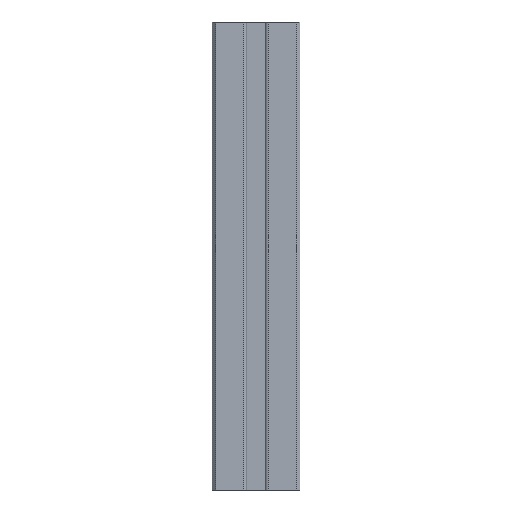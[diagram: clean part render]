
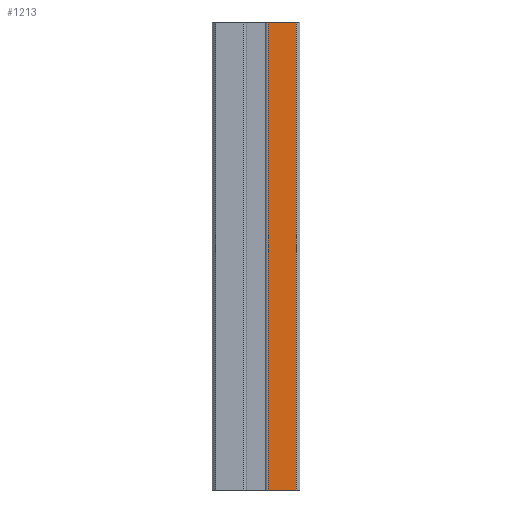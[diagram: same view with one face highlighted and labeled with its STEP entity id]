
A CAD part, left-side view. The second image highlights one B-rep face of the part: STEP entity #1213.
In plain terms, the highlighted planar face has unit normal (-1, 0, 0).
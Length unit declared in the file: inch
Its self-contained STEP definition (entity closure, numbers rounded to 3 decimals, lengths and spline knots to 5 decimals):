
#139 = CARTESIAN_POINT ( 'NONE',  ( -0.75, -0.211, 4. ) ) ;
#202 = DIRECTION ( 'NONE',  ( 0., -1., 0. ) ) ;
#245 = LINE ( 'NONE', #2832, #430 ) ;
#330 = AXIS2_PLACEMENT_3D ( 'NONE', #1414, #2472, #857 ) ;
#348 = FACE_OUTER_BOUND ( 'NONE', #862, .T. ) ;
#430 = VECTOR ( 'NONE', #738, 39.37008 ) ;
#524 = VERTEX_POINT ( 'NONE', #1997 ) ;
#678 = DIRECTION ( 'NONE',  ( 0., 0., -1. ) ) ;
#738 = DIRECTION ( 'NONE',  ( 0., -1., 0. ) ) ;
#857 = DIRECTION ( 'NONE',  ( 0., 0., -1. ) ) ;
#862 = EDGE_LOOP ( 'NONE', ( #2232, #3299, #2574, #2910 ) ) ;
#925 = DIRECTION ( 'NONE',  ( 0., 0., -1. ) ) ;
#987 = LINE ( 'NONE', #1518, #3034 ) ;
#1213 = ADVANCED_FACE ( 'NONE', ( #348 ), #1362, .F. ) ;
#1278 = VERTEX_POINT ( 'NONE', #139 ) ;
#1362 = PLANE ( 'NONE',  #330 ) ;
#1400 = EDGE_CURVE ( 'NONE', #524, #2465, #245, .T. ) ;
#1414 = CARTESIAN_POINT ( 'NONE',  ( -0.75, -0.69, 4. ) ) ;
#1515 = LINE ( 'NONE', #2065, #2447 ) ;
#1518 = CARTESIAN_POINT ( 'NONE',  ( -0.75, -0.69, 4. ) ) ;
#1637 = EDGE_CURVE ( 'NONE', #1278, #2363, #987, .T. ) ;
#1695 = LINE ( 'NONE', #2753, #3260 ) ;
#1997 = CARTESIAN_POINT ( 'NONE',  ( -0.75, -0.211, -4. ) ) ;
#2065 = CARTESIAN_POINT ( 'NONE',  ( -0.75, -0.211, 4. ) ) ;
#2232 = ORIENTED_EDGE ( 'NONE', *, *, #3196, .T. ) ;
#2363 = VERTEX_POINT ( 'NONE', #2442 ) ;
#2442 = CARTESIAN_POINT ( 'NONE',  ( -0.75, -0.69, 4. ) ) ;
#2447 = VECTOR ( 'NONE', #925, 39.37008 ) ;
#2465 = VERTEX_POINT ( 'NONE', #2524 ) ;
#2472 = DIRECTION ( 'NONE',  ( 1., 0., 0. ) ) ;
#2475 = EDGE_CURVE ( 'NONE', #2363, #2465, #1695, .T. ) ;
#2524 = CARTESIAN_POINT ( 'NONE',  ( -0.75, -0.69, -4. ) ) ;
#2574 = ORIENTED_EDGE ( 'NONE', *, *, #2475, .F. ) ;
#2753 = CARTESIAN_POINT ( 'NONE',  ( -0.75, -0.69, 4. ) ) ;
#2832 = CARTESIAN_POINT ( 'NONE',  ( -0.75, -0.69, -4. ) ) ;
#2910 = ORIENTED_EDGE ( 'NONE', *, *, #1637, .F. ) ;
#3034 = VECTOR ( 'NONE', #202, 39.37008 ) ;
#3196 = EDGE_CURVE ( 'NONE', #1278, #524, #1515, .T. ) ;
#3260 = VECTOR ( 'NONE', #678, 39.37008 ) ;
#3299 = ORIENTED_EDGE ( 'NONE', *, *, #1400, .T. ) ;
